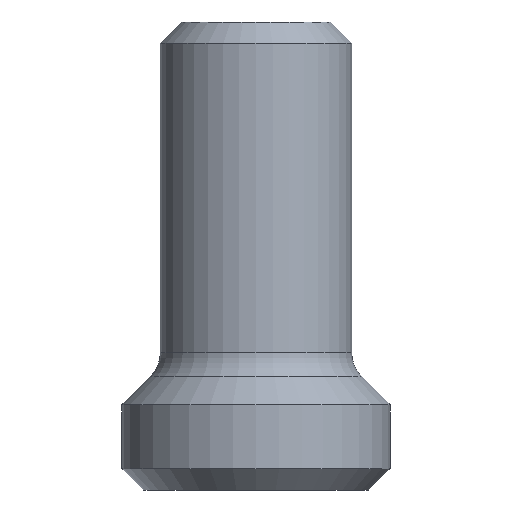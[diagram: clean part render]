
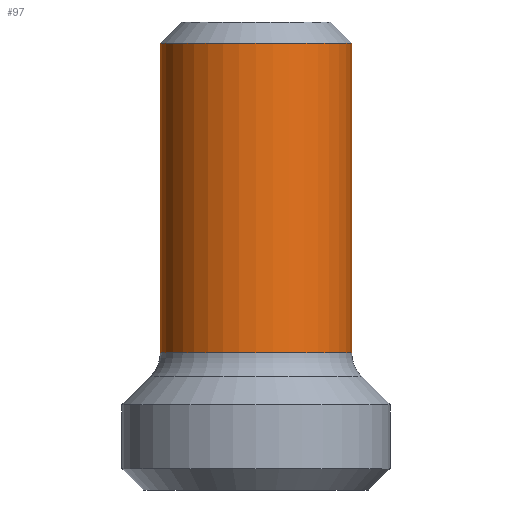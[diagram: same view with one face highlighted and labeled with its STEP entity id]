
A CAD part, front view. The second image highlights one B-rep face of the part: STEP entity #97.
In plain terms, the highlighted cylindrical face has radius 2.25 mm (diameter 4.5 mm), a partial arc.
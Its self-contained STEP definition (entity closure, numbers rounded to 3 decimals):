
#54=CYLINDRICAL_SURFACE('',#549,2.25);
#97=ADVANCED_FACE('',(#130),#54,.T.);
#130=FACE_OUTER_BOUND('',#159,.T.);
#159=EDGE_LOOP('',(#325,#326,#327,#328));
#181=LINE('',#1107,#203);
#182=LINE('',#1111,#204);
#203=VECTOR('',#677,1.);
#204=VECTOR('',#680,1.);
#325=ORIENTED_EDGE('',*,*,#441,.T.);
#326=ORIENTED_EDGE('',*,*,#438,.F.);
#327=ORIENTED_EDGE('',*,*,#434,.F.);
#328=ORIENTED_EDGE('',*,*,#440,.T.);
#374=VERTEX_POINT('',#1100);
#375=VERTEX_POINT('',#1101);
#376=VERTEX_POINT('',#1108);
#377=VERTEX_POINT('',#1110);
#434=EDGE_CURVE('',#374,#375,#468,.T.);
#438=EDGE_CURVE('',#375,#376,#181,.T.);
#440=EDGE_CURVE('',#374,#377,#182,.T.);
#441=EDGE_CURVE('',#377,#376,#473,.T.);
#468=CIRCLE('',#540,2.25);
#473=CIRCLE('',#548,2.25);
#540=AXIS2_PLACEMENT_3D('',#1099,#665,#666);
#548=AXIS2_PLACEMENT_3D('',#1113,#683,#684);
#549=AXIS2_PLACEMENT_3D('',#1114,#685,#686);
#665=DIRECTION('',(0.,0.,-1.));
#666=DIRECTION('',(1.,0.,0.));
#677=DIRECTION('',(0.,0.,1.));
#680=DIRECTION('',(0.,0.,1.));
#683=DIRECTION('',(0.,0.,-1.));
#684=DIRECTION('',(1.,0.,0.));
#685=DIRECTION('',(0.,0.,1.));
#686=DIRECTION('',(1.,0.,0.));
#1099=CARTESIAN_POINT('',(0.,0.,3.231));
#1100=CARTESIAN_POINT('',(2.25,0.,3.231));
#1101=CARTESIAN_POINT('',(-2.25,0.,3.231));
#1107=CARTESIAN_POINT('',(-2.25,0.,10.5));
#1108=CARTESIAN_POINT('',(-2.25,0.,10.5));
#1110=CARTESIAN_POINT('',(2.25,0.,10.5));
#1111=CARTESIAN_POINT('',(2.25,0.,10.5));
#1113=CARTESIAN_POINT('',(0.,0.,10.5));
#1114=CARTESIAN_POINT('',(0.,0.,-0.55));
